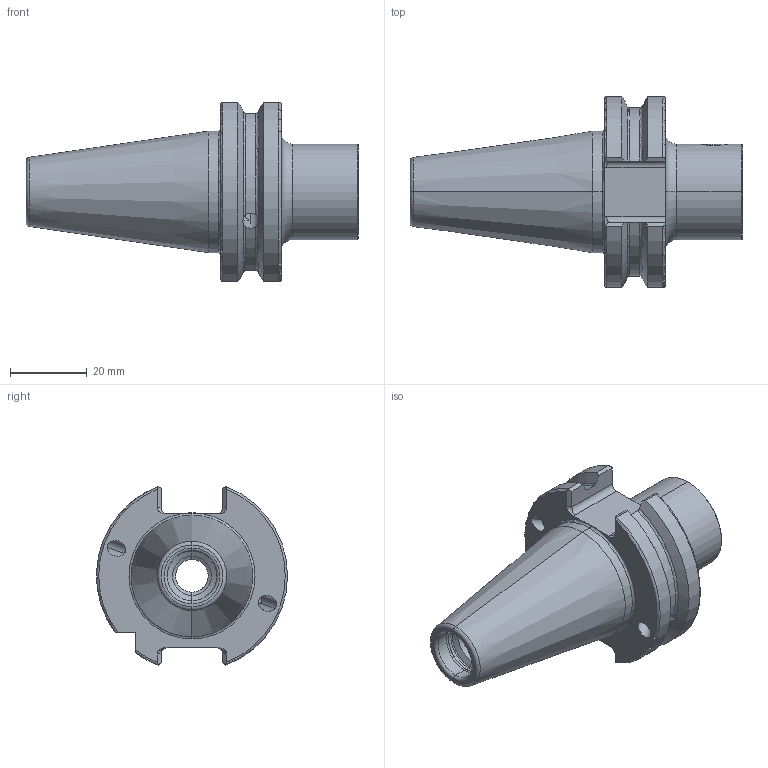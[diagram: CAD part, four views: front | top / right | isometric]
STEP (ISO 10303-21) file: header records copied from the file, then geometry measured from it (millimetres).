
FILE_DESCRIPTION (( 'STEP AP203' ), '1' );
FILE_NAME ('102.325.251.STEP', '2018-03-09T13:52:37', ( 'SWIAdmin' ), ( 'Hewlett-Packard Company' ), 'SwSTEP 2.0', 'SolidWorks 2017', '' );
FILE_SCHEMA (( 'CONFIG_CONTROL_DESIGN' ));
Length unit declared in the file: millimetre
Products named in the file (3): SB3-MB2.K01.039_C_mit Bundk”lung; MB2-ER1.001.008_A; 102.325.251
Assembly tree (2 placements, depth 2):
  102.325.251
    SB3-MB2.K01.039_C_mit Bundk”lung
    MB2-ER1.001.008_A
Bounding box: 86.75 x 49.94 x 46.69 mm (x, y, z)
Volume: 53168.1 mm3; surface area: 14816.4 mm2
Topology: 2 solids, 2 shells, 176 faces, 454 edges, 281 vertices
Faces by surface type: cylinder 59, plane 47, cone 40, torus 30
Entity records: 6243 total; most frequent: CARTESIAN_POINT 1772, ORIENTED_EDGE 900, DIRECTION 858, EDGE_CURVE 450, AXIS2_PLACEMENT_3D 341, VERTEX_POINT 281, EDGE_LOOP 189, VECTOR 176
